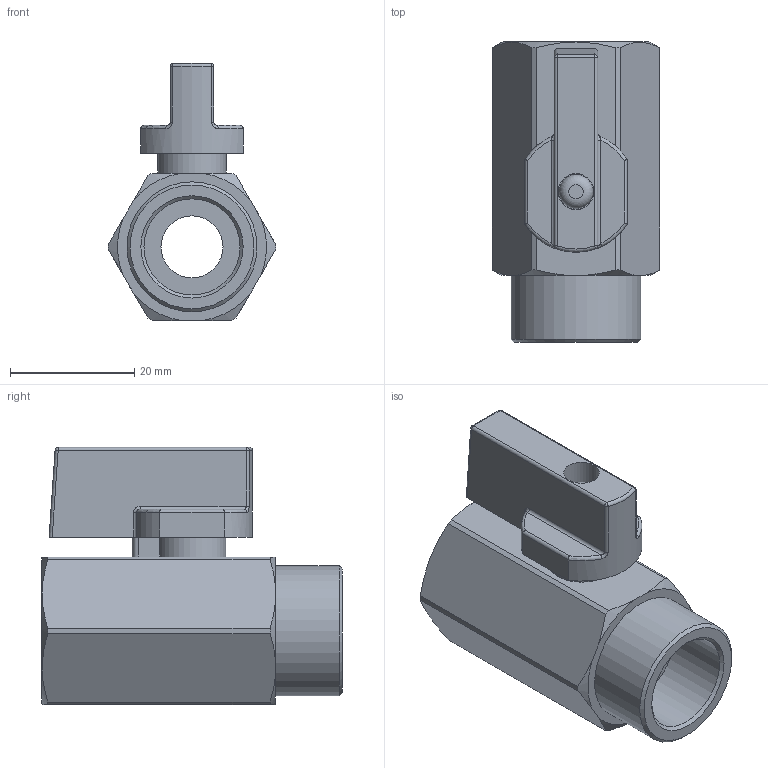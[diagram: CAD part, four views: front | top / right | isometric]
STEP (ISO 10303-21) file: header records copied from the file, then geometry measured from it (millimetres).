
FILE_DESCRIPTION(/* description */ ('Unknown'),/* implementation_level */ '2;1');
FILE_NAME(/* name */ '501-04',/* time_stamp */ '2022-01-18T10:54:33+01:00',/* author */ ('Unknown'),/* organization */ ('Unknown'),/* preprocessor_version */ 'ST-DEVELOPER v16.7',/* originating_system */ 'Solid Edge',/* authorisation */ 'Unknown');
FILE_SCHEMA (('AUTOMOTIVE_DESIGN {1 0 10303 214 3 1 1}'));
Length unit declared in the file: millimetre
Products named in the file (4): 501-04; Linsenkopfschraube_M3 x 12; 500-04-05_Hebel
Assembly tree (3 placements, depth 2):
  501-04
    Linsenkopfschraube_M3 x 12
    500-04-05_Hebel
    501-04
Bounding box: 27 x 48.5 x 41.5 mm (x, y, z)
Volume: 19170.2 mm3; surface area: 8888.9 mm2
Topology: 3 solids, 3 shells, 88 faces, 206 edges, 127 vertices
Faces by surface type: cylinder 34, plane 29, cone 11, torus 6, sphere 4, bspline 4
Full cylindrical faces by diameter (mm): 2.459 x1, 3 x1, 3.3 x1, 5.5 x1, 5.8 x1, 10 x1, 15.5 x1, 18.631 x1, 20.955 x1
Entity records: 2865 total; most frequent: CARTESIAN_POINT 558, DIRECTION 411, ORIENTED_EDGE 360, EDGE_CURVE 180, AXIS2_PLACEMENT_3D 173, VERTEX_POINT 120, EDGE_LOOP 114, FACE_BOUND 114
